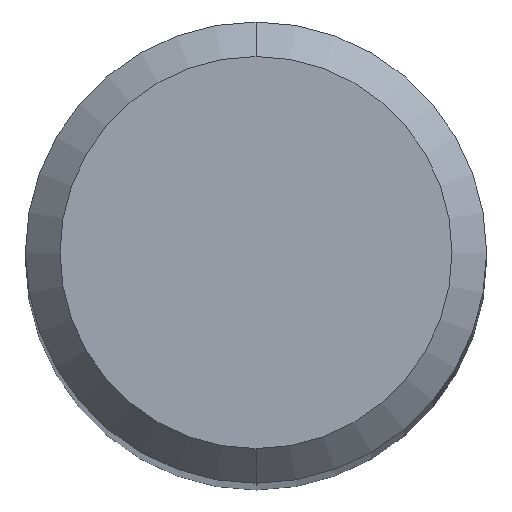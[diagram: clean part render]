
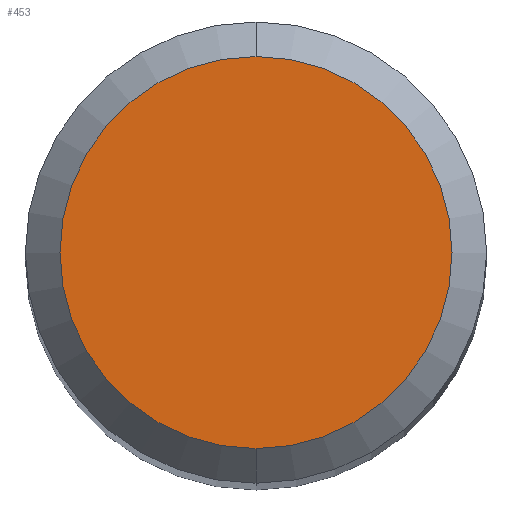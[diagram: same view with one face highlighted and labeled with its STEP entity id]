
A CAD part, top view. The second image highlights one B-rep face of the part: STEP entity #453.
In plain terms, the highlighted planar face has unit normal (0, 0, 1).
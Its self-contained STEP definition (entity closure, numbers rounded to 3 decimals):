
#431=EDGE_CURVE('',#519,#957,#1100,.T.);
#453=ADVANCED_FACE('',(#1124),#1125,.T.);
#519=VERTEX_POINT('',#1200);
#687=EDGE_CURVE('',#957,#519,#1378,.T.);
#957=VERTEX_POINT('',#1673);
#1100=CIRCLE('',#2019,1.7);
#1124=FACE_OUTER_BOUND('',#2072,.T.);
#1125=PLANE('',#2073);
#1200=CARTESIAN_POINT('',(0.,-1.7,0.0));
#1378=CIRCLE('',#3108,1.7);
#1673=CARTESIAN_POINT('',(0.0,1.7,0.0));
#2019=AXIS2_PLACEMENT_3D('',#4552,#4553,#4554);
#2072=EDGE_LOOP('',(#4575,#4576));
#2073=AXIS2_PLACEMENT_3D('',#4577,#4578,#4579);
#3108=AXIS2_PLACEMENT_3D('',#4874,#4875,#4876);
#4552=CARTESIAN_POINT('',(0.0,0.0,0.0));
#4553=DIRECTION('',(0.0,0.0,-1.0));
#4554=DIRECTION('',(0.0,1.0,0.0));
#4575=ORIENTED_EDGE('',*,*,#687,.F.);
#4576=ORIENTED_EDGE('',*,*,#431,.F.);
#4577=CARTESIAN_POINT('',(0.0,0.85,0.0));
#4578=DIRECTION('',(-0.0,0.0,1.0));
#4579=DIRECTION('',(0.0,-1.0,0.0));
#4874=CARTESIAN_POINT('',(0.0,0.0,0.0));
#4875=DIRECTION('',(0.0,0.0,-1.0));
#4876=DIRECTION('',(0.0,1.0,0.0));
